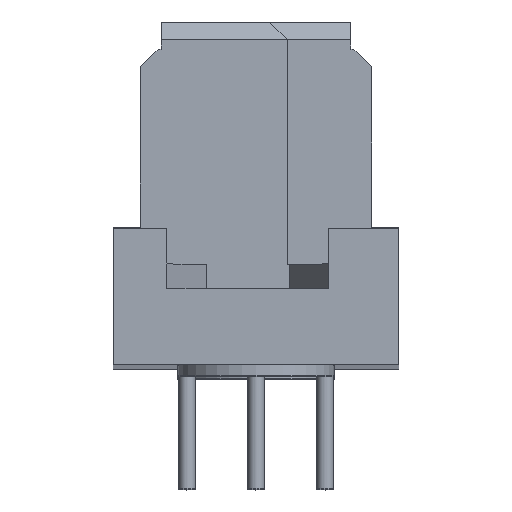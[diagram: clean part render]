
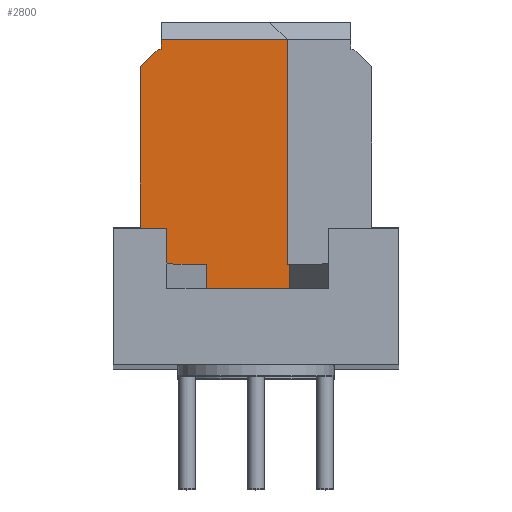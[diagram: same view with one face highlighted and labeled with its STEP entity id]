
A CAD part, top view. The second image highlights one B-rep face of the part: STEP entity #2800.
In plain terms, the highlighted planar face has unit normal (0, 0, 1).
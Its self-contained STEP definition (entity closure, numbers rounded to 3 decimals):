
#2800=ADVANCED_FACE('',(#3426),#3117,.F.);
#3117=PLANE('',#8645);
#3426=FACE_OUTER_BOUND('',#3856,.T.);
#3856=EDGE_LOOP('',(#5140,#5141,#5142,#5143,#5144,#5145,#5146,#5147,#5148,
#5149,#5150));
#5140=ORIENTED_EDGE('',*,*,#6804,.F.);
#5141=ORIENTED_EDGE('',*,*,#6806,.F.);
#5142=ORIENTED_EDGE('',*,*,#6807,.F.);
#5143=ORIENTED_EDGE('',*,*,#6808,.F.);
#5144=ORIENTED_EDGE('',*,*,#6716,.F.);
#5145=ORIENTED_EDGE('',*,*,#6714,.F.);
#5146=ORIENTED_EDGE('',*,*,#6809,.F.);
#5147=ORIENTED_EDGE('',*,*,#6810,.F.);
#5148=ORIENTED_EDGE('',*,*,#6811,.F.);
#5149=ORIENTED_EDGE('',*,*,#6789,.T.);
#5150=ORIENTED_EDGE('',*,*,#6805,.F.);
#5989=VERTEX_POINT('',#11702);
#5990=VERTEX_POINT('',#11704);
#5991=VERTEX_POINT('',#11708);
#6049=VERTEX_POINT('',#11864);
#6050=VERTEX_POINT('',#11865);
#6056=VERTEX_POINT('',#11889);
#6057=VERTEX_POINT('',#11891);
#6058=VERTEX_POINT('',#11897);
#6059=VERTEX_POINT('',#11899);
#6060=VERTEX_POINT('',#11902);
#6061=VERTEX_POINT('',#11904);
#6714=EDGE_CURVE('',#5989,#5990,#7392,.T.);
#6716=EDGE_CURVE('',#5990,#5991,#7394,.T.);
#6789=EDGE_CURVE('',#6049,#6050,#7455,.T.);
#6804=EDGE_CURVE('',#6057,#6056,#7470,.T.);
#6805=EDGE_CURVE('',#6056,#6050,#7471,.T.);
#6806=EDGE_CURVE('',#6058,#6057,#7472,.T.);
#6807=EDGE_CURVE('',#6059,#6058,#7473,.T.);
#6808=EDGE_CURVE('',#5991,#6059,#7474,.T.);
#6809=EDGE_CURVE('',#6060,#5989,#7475,.T.);
#6810=EDGE_CURVE('',#6061,#6060,#7476,.T.);
#6811=EDGE_CURVE('',#6049,#6061,#7477,.T.);
#7392=LINE('',#11703,#8056);
#7394=LINE('',#11707,#8058);
#7455=LINE('',#11863,#8119);
#7470=LINE('',#11892,#8134);
#7471=LINE('',#11894,#8135);
#7472=LINE('',#11896,#8136);
#7473=LINE('',#11898,#8137);
#7474=LINE('',#11900,#8138);
#7475=LINE('',#11901,#8139);
#7476=LINE('',#11903,#8140);
#7477=LINE('',#11905,#8141);
#8056=VECTOR('',#10023,1.);
#8058=VECTOR('',#10027,1.);
#8119=VECTOR('',#10162,1.);
#8134=VECTOR('',#10187,1.);
#8135=VECTOR('',#10190,1.);
#8136=VECTOR('',#10193,1.);
#8137=VECTOR('',#10194,1.);
#8138=VECTOR('',#10195,1.);
#8139=VECTOR('',#10196,1.);
#8140=VECTOR('',#10197,1.);
#8141=VECTOR('',#10198,1.);
#8645=AXIS2_PLACEMENT_3D('',#11906,#10199,#10200);
#10023=DIRECTION('',(0.,1.,0.));
#10027=DIRECTION('',(-1.,0.,0.));
#10162=DIRECTION('',(0.,1.,0.));
#10187=DIRECTION('',(0.,1.,0.));
#10190=DIRECTION('',(1.,0.,0.));
#10193=DIRECTION('',(1.,0.,0.));
#10194=DIRECTION('',(0.707,0.707,0.));
#10195=DIRECTION('',(0.,1.,0.));
#10196=DIRECTION('',(-1.,0.,0.));
#10197=DIRECTION('',(0.,-1.,0.));
#10198=DIRECTION('',(1.,0.,0.));
#10199=DIRECTION('',(0.,0.,-1.));
#10200=DIRECTION('',(-1.,0.,0.));
#11702=CARTESIAN_POINT('',(3.418,2.8,89.95));
#11703=CARTESIAN_POINT('',(3.418,2.8,89.95));
#11704=CARTESIAN_POINT('',(3.418,3.7,89.95));
#11707=CARTESIAN_POINT('',(3.418,3.7,89.95));
#11708=CARTESIAN_POINT('',(1.,3.7,89.95));
#11863=CARTESIAN_POINT('',(6.4,3.7,89.95));
#11864=CARTESIAN_POINT('',(6.4,3.7,89.95));
#11865=CARTESIAN_POINT('',(6.4,11.95,89.95));
#11889=CARTESIAN_POINT('',(1.76,11.95,89.95));
#11891=CARTESIAN_POINT('',(1.76,11.6,89.95));
#11892=CARTESIAN_POINT('',(1.76,11.6,89.95));
#11894=CARTESIAN_POINT('',(1.76,11.95,89.95));
#11896=CARTESIAN_POINT('',(1.65,11.6,89.95));
#11897=CARTESIAN_POINT('',(1.65,11.6,89.95));
#11898=CARTESIAN_POINT('',(1.,10.95,89.95));
#11899=CARTESIAN_POINT('',(1.,10.95,89.95));
#11900=CARTESIAN_POINT('',(1.,3.7,89.95));
#11901=CARTESIAN_POINT('',(6.482,2.8,89.95));
#11902=CARTESIAN_POINT('',(6.482,2.8,89.95));
#11903=CARTESIAN_POINT('',(6.482,3.7,89.95));
#11904=CARTESIAN_POINT('',(6.482,3.7,89.95));
#11905=CARTESIAN_POINT('',(6.4,3.7,89.95));
#11906=CARTESIAN_POINT('',(6.682,2.51,89.95));
